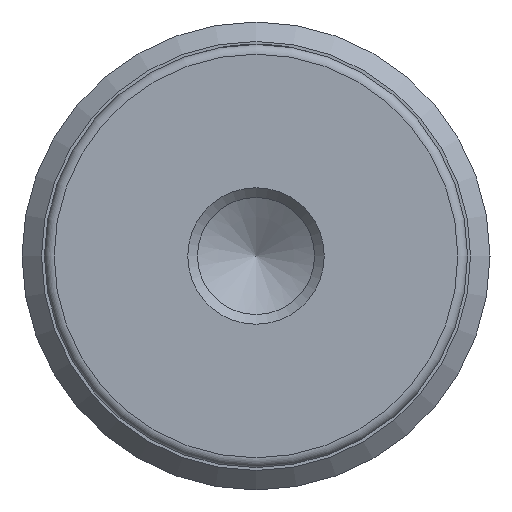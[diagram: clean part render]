
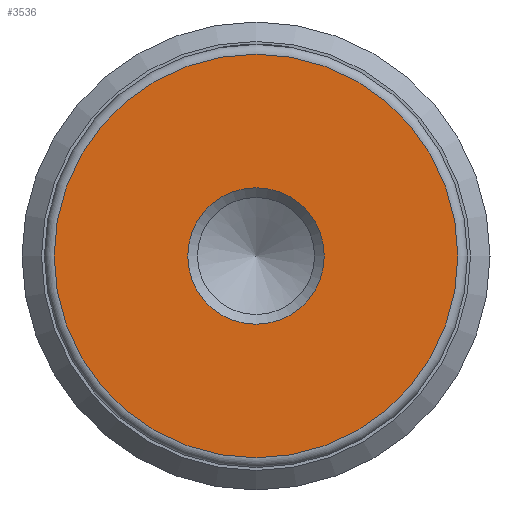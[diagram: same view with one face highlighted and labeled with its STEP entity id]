
A CAD part, front view. The second image highlights one B-rep face of the part: STEP entity #3536.
In plain terms, the highlighted face is planar.
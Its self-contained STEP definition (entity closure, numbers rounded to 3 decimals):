
#370 = DIRECTION ( 'NONE',  ( -1., 0., 0. ) ) ;
#1086 = CARTESIAN_POINT ( 'NONE',  ( 0., 0., 10.35 ) ) ;
#1176 = CARTESIAN_POINT ( 'NONE',  ( 0., 0., 3.5 ) ) ;
#1801 = VERTEX_POINT ( 'NONE', #1086 ) ;
#1880 = DIRECTION ( 'NONE',  ( 0., 0., 1. ) ) ;
#2041 = EDGE_CURVE ( 'NONE', #2174, #2174, #3142, .T. ) ;
#2174 = VERTEX_POINT ( 'NONE', #1176 ) ;
#2274 = CARTESIAN_POINT ( 'NONE',  ( 0., 0., 0. ) ) ;
#2816 = DIRECTION ( 'NONE',  ( 0., 0., -1. ) ) ;
#2829 = DIRECTION ( 'NONE',  ( 1., 0., 0. ) ) ;
#2848 = CARTESIAN_POINT ( 'NONE',  ( 0., 10.35, 0. ) ) ;
#2866 = PLANE ( 'NONE',  #3943 ) ;
#2925 = EDGE_CURVE ( 'NONE', #1801, #1801, #3510, .T. ) ;
#3081 = FACE_BOUND ( 'NONE', #3949, .T. ) ;
#3142 = CIRCLE ( 'NONE', #4601, 3.5 ) ;
#3510 = CIRCLE ( 'NONE', #4357, 10.35 ) ;
#3536 = ADVANCED_FACE ( 'NONE', ( #3081, #4166 ), #2866, .F. ) ;
#3703 = ORIENTED_EDGE ( 'NONE', *, *, #2041, .F. ) ;
#3943 = AXIS2_PLACEMENT_3D ( 'NONE', #2848, #2829, #2816 ) ;
#3949 = EDGE_LOOP ( 'NONE', ( #3703 ) ) ;
#4156 = EDGE_LOOP ( 'NONE', ( #4161 ) ) ;
#4161 = ORIENTED_EDGE ( 'NONE', *, *, #2925, .T. ) ;
#4166 = FACE_OUTER_BOUND ( 'NONE', #4156, .T. ) ;
#4354 = CARTESIAN_POINT ( 'NONE',  ( 0., 0., 0. ) ) ;
#4357 = AXIS2_PLACEMENT_3D ( 'NONE', #4354, #370, #4723 ) ;
#4438 = DIRECTION ( 'NONE',  ( -1., 0., 0. ) ) ;
#4601 = AXIS2_PLACEMENT_3D ( 'NONE', #2274, #4438, #1880 ) ;
#4723 = DIRECTION ( 'NONE',  ( 0., 0., 1. ) ) ;
